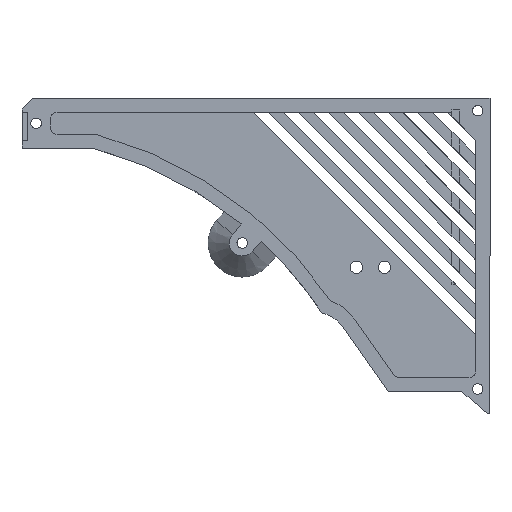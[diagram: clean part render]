
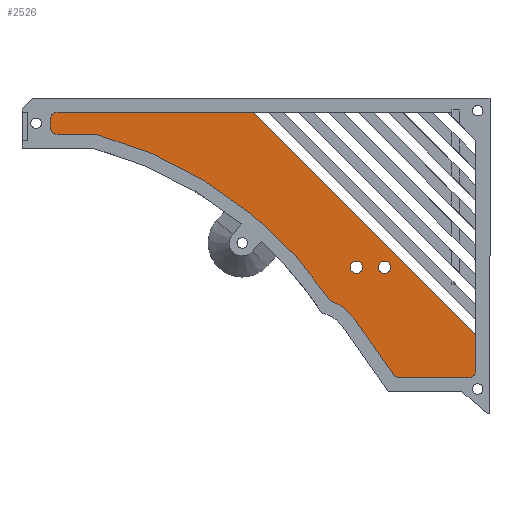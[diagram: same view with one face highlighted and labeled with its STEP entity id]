
A CAD part, left-side view. The second image highlights one B-rep face of the part: STEP entity #2526.
In plain terms, the highlighted planar face has unit normal (-1, 0, 0).
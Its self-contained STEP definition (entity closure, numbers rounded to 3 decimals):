
#19 = CARTESIAN_POINT ( 'NONE',  ( -3., 125., -8.2 ) ) ;
#25 = AXIS2_PLACEMENT_3D ( 'NONE', #423, #1640, #156 ) ;
#66 = VERTEX_POINT ( 'NONE', #2534 ) ;
#71 = DIRECTION ( 'NONE',  ( 1., 0., 0. ) ) ;
#118 = VERTEX_POINT ( 'NONE', #3745 ) ;
#156 = DIRECTION ( 'NONE',  ( 0., 0., 1. ) ) ;
#194 = EDGE_LOOP ( 'NONE', ( #3787, #3446 ) ) ;
#199 = ORIENTED_EDGE ( 'NONE', *, *, #1615, .F. ) ;
#200 = CARTESIAN_POINT ( 'NONE',  ( -3., 125., -6. ) ) ;
#216 = CIRCLE ( 'NONE', #2384, 1.75 ) ;
#277 = VECTOR ( 'NONE', #2744, 1000. ) ;
#315 = DIRECTION ( 'NONE',  ( 0., 0., -1. ) ) ;
#324 = DIRECTION ( 'NONE',  ( 1., 0., 0. ) ) ;
#338 = AXIS2_PLACEMENT_3D ( 'NONE', #1115, #455, #3198 ) ;
#341 = DIRECTION ( 'NONE',  ( -1., 0., 0. ) ) ;
#348 = CARTESIAN_POINT ( 'NONE',  ( -3., 123., -8.2 ) ) ;
#361 = LINE ( 'NONE', #1561, #774 ) ;
#377 = CARTESIAN_POINT ( 'NONE',  ( -3., 123., -4. ) ) ;
#394 = EDGE_CURVE ( 'NONE', #2538, #3019, #3882, .T. ) ;
#401 = DIRECTION ( 'NONE',  ( 0., 0., -1. ) ) ;
#419 = EDGE_CURVE ( 'NONE', #1453, #626, #906, .T. ) ;
#423 = CARTESIAN_POINT ( 'NONE',  ( -3., 30., -48. ) ) ;
#424 = CARTESIAN_POINT ( 'NONE',  ( -3., 125., -10.2 ) ) ;
#455 = DIRECTION ( 'NONE',  ( 1., 0., 0. ) ) ;
#473 = AXIS2_PLACEMENT_3D ( 'NONE', #1231, #71, #3653 ) ;
#485 = LINE ( 'NONE', #1065, #3341 ) ;
#489 = CARTESIAN_POINT ( 'NONE',  ( -3., 38., -49.75 ) ) ;
#505 = VERTEX_POINT ( 'NONE', #1320 ) ;
#541 = VERTEX_POINT ( 'NONE', #377 ) ;
#594 = LINE ( 'NONE', #3021, #2055 ) ;
#599 = CIRCLE ( 'NONE', #3392, 2. ) ;
#626 = VERTEX_POINT ( 'NONE', #1788 ) ;
#668 = AXIS2_PLACEMENT_3D ( 'NONE', #3075, #3427, #1921 ) ;
#700 = ORIENTED_EDGE ( 'NONE', *, *, #3843, .T. ) ;
#738 = EDGE_CURVE ( 'NONE', #2488, #118, #2680, .T. ) ;
#763 = DIRECTION ( 'NONE',  ( 0., 0., -1. ) ) ;
#774 = VECTOR ( 'NONE', #3742, 1000. ) ;
#809 = ORIENTED_EDGE ( 'NONE', *, *, #817, .T. ) ;
#817 = EDGE_CURVE ( 'NONE', #1761, #3035, #3775, .T. ) ;
#819 = VERTEX_POINT ( 'NONE', #1926 ) ;
#880 = EDGE_CURVE ( 'NONE', #910, #66, #3904, .T. ) ;
#898 = CARTESIAN_POINT ( 'NONE',  ( -3., 4., -79.37 ) ) ;
#906 = LINE ( 'NONE', #1831, #277 ) ;
#910 = VERTEX_POINT ( 'NONE', #489 ) ;
#927 = ORIENTED_EDGE ( 'NONE', *, *, #1913, .F. ) ;
#931 = ORIENTED_EDGE ( 'NONE', *, *, #3867, .F. ) ;
#975 = CARTESIAN_POINT ( 'NONE',  ( -3., 30., -48. ) ) ;
#992 = EDGE_LOOP ( 'NONE', ( #700, #3355, #1967, #931, #2163, #2899, #2958, #3110, #927, #1442, #1316, #199, #2594 ) ) ;
#1065 = CARTESIAN_POINT ( 'NONE',  ( -3., 125., -4. ) ) ;
#1074 = CARTESIAN_POINT ( 'NONE',  ( -3., 30., -46.25 ) ) ;
#1113 = AXIS2_PLACEMENT_3D ( 'NONE', #1856, #341, #401 ) ;
#1115 = CARTESIAN_POINT ( 'NONE',  ( -3., 25.777, -77.37 ) ) ;
#1231 = CARTESIAN_POINT ( 'NONE',  ( -3., 38., -48. ) ) ;
#1248 = FACE_BOUND ( 'NONE', #194, .T. ) ;
#1311 = DIRECTION ( 'NONE',  ( 0., 0., 1. ) ) ;
#1316 = ORIENTED_EDGE ( 'NONE', *, *, #738, .F. ) ;
#1320 = CARTESIAN_POINT ( 'NONE',  ( -3., 38.441, -62.77 ) ) ;
#1431 = EDGE_CURVE ( 'NONE', #541, #819, #485, .T. ) ;
#1442 = ORIENTED_EDGE ( 'NONE', *, *, #1777, .F. ) ;
#1453 = VERTEX_POINT ( 'NONE', #2874 ) ;
#1479 = VERTEX_POINT ( 'NONE', #200 ) ;
#1561 = CARTESIAN_POINT ( 'NONE',  ( -3., 25.132, -46.022 ) ) ;
#1615 = EDGE_CURVE ( 'NONE', #3019, #2488, #2370, .T. ) ;
#1640 = DIRECTION ( 'NONE',  ( 1., 0., 0. ) ) ;
#1644 = DIRECTION ( 'NONE',  ( 0., -1., 0. ) ) ;
#1693 = VERTEX_POINT ( 'NONE', #19 ) ;
#1761 = VERTEX_POINT ( 'NONE', #1074 ) ;
#1777 = EDGE_CURVE ( 'NONE', #118, #2611, #3197, .T. ) ;
#1788 = CARTESIAN_POINT ( 'NONE',  ( -3., 123., -10.2 ) ) ;
#1826 = DIRECTION ( 'NONE',  ( 0., 0.574, 0.819 ) ) ;
#1831 = CARTESIAN_POINT ( 'NONE',  ( -3., 112.044, -10.2 ) ) ;
#1848 = CARTESIAN_POINT ( 'NONE',  ( -3., 4., -77.37 ) ) ;
#1856 = CARTESIAN_POINT ( 'NONE',  ( -3., 49.909, -70.8 ) ) ;
#1913 = EDGE_CURVE ( 'NONE', #2611, #505, #594, .T. ) ;
#1921 = DIRECTION ( 'NONE',  ( 0., 0., -1. ) ) ;
#1926 = CARTESIAN_POINT ( 'NONE',  ( -3., 67.154, -4. ) ) ;
#1949 = VERTEX_POINT ( 'NONE', #3280 ) ;
#1967 = ORIENTED_EDGE ( 'NONE', *, *, #2764, .F. ) ;
#1990 = CARTESIAN_POINT ( 'NONE',  ( -3., 142., -123.3 ) ) ;
#2055 = VECTOR ( 'NONE', #1826, 1000. ) ;
#2125 = DIRECTION ( 'NONE',  ( 0., 1., 0. ) ) ;
#2163 = ORIENTED_EDGE ( 'NONE', *, *, #2435, .F. ) ;
#2176 = DIRECTION ( 'NONE',  ( 1., 0., 0. ) ) ;
#2179 = VECTOR ( 'NONE', #3089, 1000. ) ;
#2194 = VECTOR ( 'NONE', #315, 1000. ) ;
#2221 = FACE_BOUND ( 'NONE', #2569, .T. ) ;
#2370 = CIRCLE ( 'NONE', #2556, 2. ) ;
#2384 = AXIS2_PLACEMENT_3D ( 'NONE', #3088, #2176, #3106 ) ;
#2433 = CARTESIAN_POINT ( 'NONE',  ( -3., 6., -77.37 ) ) ;
#2435 = EDGE_CURVE ( 'NONE', #626, #1693, #3323, .T. ) ;
#2460 = FACE_OUTER_BOUND ( 'NONE', #992, .T. ) ;
#2468 = CARTESIAN_POINT ( 'NONE',  ( -3., 30., -49.75 ) ) ;
#2478 = DIRECTION ( 'NONE',  ( 0., 0., -1. ) ) ;
#2488 = VERTEX_POINT ( 'NONE', #3708 ) ;
#2526 = ADVANCED_FACE ( 'NONE', ( #1248, #2221, #2460 ), #3667, .T. ) ;
#2534 = CARTESIAN_POINT ( 'NONE',  ( -3., 38., -46.25 ) ) ;
#2538 = VERTEX_POINT ( 'NONE', #3154 ) ;
#2556 = AXIS2_PLACEMENT_3D ( 'NONE', #2433, #3347, #3047 ) ;
#2569 = EDGE_LOOP ( 'NONE', ( #3467, #809 ) ) ;
#2571 = CARTESIAN_POINT ( 'NONE',  ( -3., 123., -6. ) ) ;
#2594 = ORIENTED_EDGE ( 'NONE', *, *, #394, .F. ) ;
#2611 = VERTEX_POINT ( 'NONE', #3348 ) ;
#2644 = EDGE_CURVE ( 'NONE', #505, #1949, #3014, .T. ) ;
#2663 = EDGE_CURVE ( 'NONE', #66, #910, #216, .T. ) ;
#2680 = LINE ( 'NONE', #898, #3267 ) ;
#2744 = DIRECTION ( 'NONE',  ( 0., 1., 0. ) ) ;
#2764 = EDGE_CURVE ( 'NONE', #1479, #541, #599, .T. ) ;
#2775 = EDGE_CURVE ( 'NONE', #3035, #1761, #3839, .T. ) ;
#2874 = CARTESIAN_POINT ( 'NONE',  ( -3., 112.044, -10.2 ) ) ;
#2899 = ORIENTED_EDGE ( 'NONE', *, *, #419, .F. ) ;
#2958 = ORIENTED_EDGE ( 'NONE', *, *, #3920, .F. ) ;
#3014 = CIRCLE ( 'NONE', #1113, 14. ) ;
#3019 = VERTEX_POINT ( 'NONE', #1848 ) ;
#3021 = CARTESIAN_POINT ( 'NONE',  ( -3., 38.441, -62.77 ) ) ;
#3035 = VERTEX_POINT ( 'NONE', #2468 ) ;
#3047 = DIRECTION ( 'NONE',  ( 0., 0., -1. ) ) ;
#3075 = CARTESIAN_POINT ( 'NONE',  ( -3., 49.909, -70.8 ) ) ;
#3088 = CARTESIAN_POINT ( 'NONE',  ( -3., 38., -48. ) ) ;
#3089 = DIRECTION ( 'NONE',  ( 0., 0., 1. ) ) ;
#3106 = DIRECTION ( 'NONE',  ( 0., 0., 1. ) ) ;
#3110 = ORIENTED_EDGE ( 'NONE', *, *, #2644, .F. ) ;
#3149 = LINE ( 'NONE', #424, #2179 ) ;
#3154 = CARTESIAN_POINT ( 'NONE',  ( -3., 4., -67.154 ) ) ;
#3191 = CIRCLE ( 'NONE', #3815, 117. ) ;
#3197 = CIRCLE ( 'NONE', #338, 2. ) ;
#3198 = DIRECTION ( 'NONE',  ( 0., 0., -1. ) ) ;
#3267 = VECTOR ( 'NONE', #2125, 1000. ) ;
#3280 = CARTESIAN_POINT ( 'NONE',  ( -3., 45.17, -57.626 ) ) ;
#3323 = CIRCLE ( 'NONE', #3766, 2. ) ;
#3341 = VECTOR ( 'NONE', #1644, 1000. ) ;
#3347 = DIRECTION ( 'NONE',  ( 1., 0., 0. ) ) ;
#3348 = CARTESIAN_POINT ( 'NONE',  ( -3., 27.415, -78.517 ) ) ;
#3355 = ORIENTED_EDGE ( 'NONE', *, *, #1431, .F. ) ;
#3392 = AXIS2_PLACEMENT_3D ( 'NONE', #2571, #3499, #763 ) ;
#3395 = DIRECTION ( 'NONE',  ( 1., 0., 0. ) ) ;
#3427 = DIRECTION ( 'NONE',  ( -1., 0., 0. ) ) ;
#3446 = ORIENTED_EDGE ( 'NONE', *, *, #2663, .T. ) ;
#3465 = DIRECTION ( 'NONE',  ( 0., 0., -1. ) ) ;
#3467 = ORIENTED_EDGE ( 'NONE', *, *, #2775, .T. ) ;
#3499 = DIRECTION ( 'NONE',  ( 1., 0., 0. ) ) ;
#3523 = DIRECTION ( 'NONE',  ( -1., 0., 0. ) ) ;
#3585 = AXIS2_PLACEMENT_3D ( 'NONE', #975, #3395, #1311 ) ;
#3619 = CARTESIAN_POINT ( 'NONE',  ( -3., 4., -12. ) ) ;
#3653 = DIRECTION ( 'NONE',  ( 0., 0., 1. ) ) ;
#3667 = PLANE ( 'NONE',  #668 ) ;
#3708 = CARTESIAN_POINT ( 'NONE',  ( -3., 6., -79.37 ) ) ;
#3742 = DIRECTION ( 'NONE',  ( 0., 0.707, 0.707 ) ) ;
#3745 = CARTESIAN_POINT ( 'NONE',  ( -3., 25.777, -79.37 ) ) ;
#3766 = AXIS2_PLACEMENT_3D ( 'NONE', #348, #324, #2478 ) ;
#3775 = CIRCLE ( 'NONE', #3585, 1.75 ) ;
#3787 = ORIENTED_EDGE ( 'NONE', *, *, #880, .T. ) ;
#3815 = AXIS2_PLACEMENT_3D ( 'NONE', #1990, #3523, #3465 ) ;
#3839 = CIRCLE ( 'NONE', #25, 1.75 ) ;
#3843 = EDGE_CURVE ( 'NONE', #2538, #819, #361, .T. ) ;
#3867 = EDGE_CURVE ( 'NONE', #1693, #1479, #3149, .T. ) ;
#3882 = LINE ( 'NONE', #3619, #2194 ) ;
#3904 = CIRCLE ( 'NONE', #473, 1.75 ) ;
#3920 = EDGE_CURVE ( 'NONE', #1949, #1453, #3191, .T. ) ;
